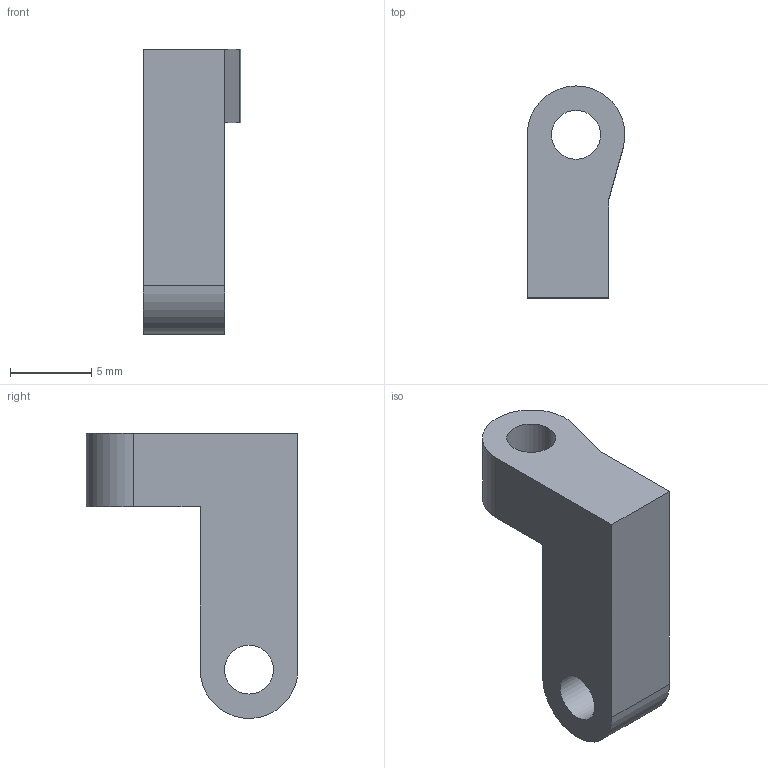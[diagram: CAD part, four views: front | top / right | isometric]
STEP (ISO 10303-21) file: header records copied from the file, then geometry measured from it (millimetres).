
FILE_DESCRIPTION(/* description */ (''),/* implementation_level */ '2;1');
FILE_NAME(/* name */ '',/* time_stamp */ '2024-01-27T11:15:22+03:00',/* author */ (''),/* organization */ (''),/* preprocessor_version */ 'ST-DEVELOPER v20',/* originating_system */ 'Autodesk Translation Framework v12.14.0.127',/* authorisation */ '');
FILE_SCHEMA (('AUTOMOTIVE_DESIGN { 1 0 10303 214 3 1 1 }'));
Length unit declared in the file: millimetre
Products named in the file (1): Крепление камеры 
Bounding box: 5.99 x 13 x 17.5 mm (x, y, z)
Volume: 602 mm3; surface area: 614.8 mm2
Topology: 1 solids, 1 shells, 12 faces, 29 edges, 19 vertices
Faces by surface type: plane 8, cylinder 4
Full cylindrical faces by diameter (mm): 3 x2
Entity records: 394 total; most frequent: DIRECTION 63, CARTESIAN_POINT 61, ORIENTED_EDGE 58, EDGE_CURVE 29, LINE 21, VECTOR 21, AXIS2_PLACEMENT_3D 21, VERTEX_POINT 19
